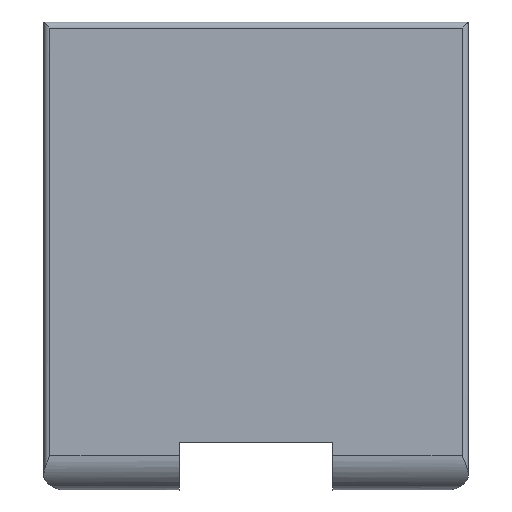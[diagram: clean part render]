
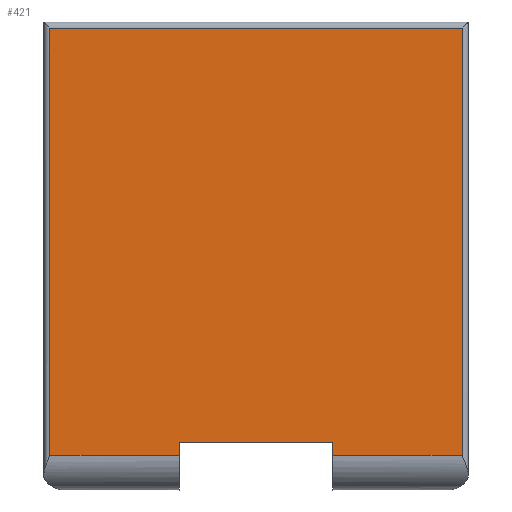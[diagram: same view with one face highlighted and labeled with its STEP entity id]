
A CAD part, top view. The second image highlights one B-rep face of the part: STEP entity #421.
In plain terms, the highlighted planar face has unit normal (0, 0, 1).
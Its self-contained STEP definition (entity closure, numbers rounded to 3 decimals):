
#20=PLANE('',#463);
#29=FACE_OUTER_BOUND('',#53,.T.);
#53=EDGE_LOOP('',(#289,#290,#291,#292,#293,#294,#295,#296));
#99=LINE('',#641,#132);
#101=LINE('',#649,#134);
#103=LINE('',#659,#136);
#104=LINE('',#661,#137);
#105=LINE('',#663,#138);
#106=LINE('',#665,#139);
#107=LINE('',#667,#140);
#108=LINE('',#668,#141);
#132=VECTOR('',#505,2.9);
#134=VECTOR('',#513,10.);
#136=VECTOR('',#523,10.);
#137=VECTOR('',#524,10.);
#138=VECTOR('',#525,10.);
#139=VECTOR('',#526,2.9);
#140=VECTOR('',#527,10.);
#141=VECTOR('',#528,10.);
#174=VERTEX_POINT('',#629);
#175=VERTEX_POINT('',#640);
#178=VERTEX_POINT('',#648);
#182=VERTEX_POINT('',#658);
#183=VERTEX_POINT('',#660);
#184=VERTEX_POINT('',#662);
#185=VERTEX_POINT('',#664);
#186=VERTEX_POINT('',#666);
#216=EDGE_CURVE('',#174,#175,#99,.T.);
#220=EDGE_CURVE('',#178,#175,#101,.T.);
#225=EDGE_CURVE('',#182,#174,#103,.T.);
#226=EDGE_CURVE('',#183,#182,#104,.T.);
#227=EDGE_CURVE('',#184,#183,#105,.T.);
#228=EDGE_CURVE('',#185,#184,#106,.T.);
#229=EDGE_CURVE('',#185,#186,#107,.T.);
#230=EDGE_CURVE('',#186,#178,#108,.F.);
#289=ORIENTED_EDGE('',*,*,#216,.F.);
#290=ORIENTED_EDGE('',*,*,#225,.F.);
#291=ORIENTED_EDGE('',*,*,#226,.F.);
#292=ORIENTED_EDGE('',*,*,#227,.F.);
#293=ORIENTED_EDGE('',*,*,#228,.F.);
#294=ORIENTED_EDGE('',*,*,#229,.T.);
#295=ORIENTED_EDGE('',*,*,#230,.T.);
#296=ORIENTED_EDGE('',*,*,#220,.T.);
#421=ADVANCED_FACE('',(#29),#20,.T.);
#463=AXIS2_PLACEMENT_3D('',#657,#521,#522);
#505=DIRECTION('',(-1.,0.,0.));
#513=DIRECTION('',(0.,-1.,0.));
#521=DIRECTION('center_axis',(0.,0.,1.));
#522=DIRECTION('ref_axis',(1.,0.,0.));
#523=DIRECTION('',(0.,-1.,0.));
#524=DIRECTION('',(1.,0.,0.));
#525=DIRECTION('',(0.,1.,0.));
#526=DIRECTION('',(-1.,0.,0.));
#527=DIRECTION('',(0.,1.,0.));
#528=DIRECTION('',(-1.,0.,0.));
#629=CARTESIAN_POINT('',(-11.601,4.894,-17.6));
#640=CARTESIAN_POINT('',(-22.097,4.894,-17.6));
#641=CARTESIAN_POINT('',(-22.297,4.894,-17.6));
#648=CARTESIAN_POINT('',(-22.097,5.958,-17.6));
#649=CARTESIAN_POINT('',(-22.097,3.45,-17.6));
#657=CARTESIAN_POINT('Origin',(-46.494,2.,-17.6));
#658=CARTESIAN_POINT('',(-11.601,39.5,-17.6));
#659=CARTESIAN_POINT('',(-11.601,2.,-17.6));
#660=CARTESIAN_POINT('',(-44.992,39.5,-17.6));
#661=CARTESIAN_POINT('',(-37.395,39.5,-17.6));
#662=CARTESIAN_POINT('',(-44.992,4.894,-17.6));
#663=CARTESIAN_POINT('',(-44.992,2.,-17.6));
#664=CARTESIAN_POINT('',(-34.497,4.894,-17.6));
#665=CARTESIAN_POINT('',(-34.297,4.894,-17.6));
#666=CARTESIAN_POINT('',(-34.497,5.958,-17.6));
#667=CARTESIAN_POINT('',(-34.497,3.45,-17.6));
#668=CARTESIAN_POINT('',(-28.297,5.958,-17.6));
